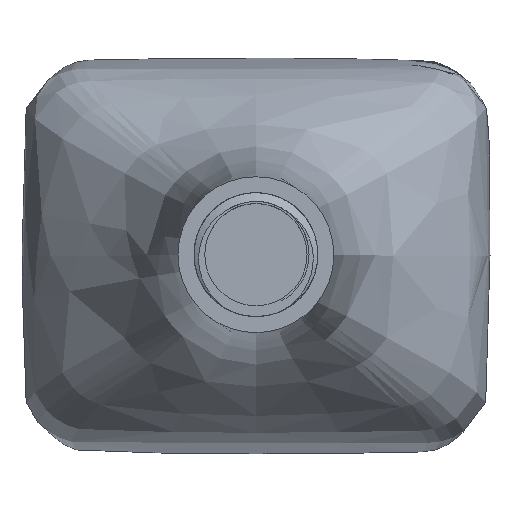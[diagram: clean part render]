
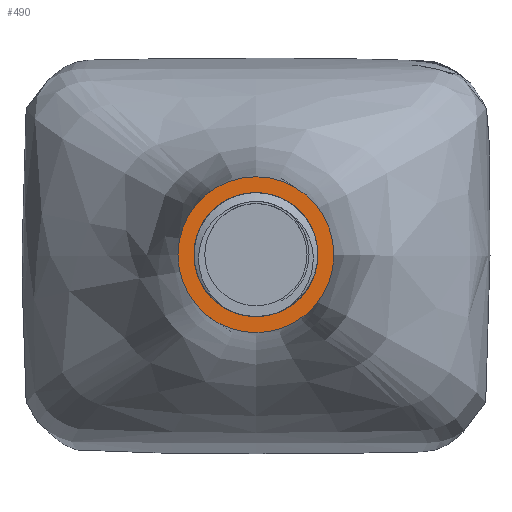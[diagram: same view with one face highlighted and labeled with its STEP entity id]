
A CAD part, top view. The second image highlights one B-rep face of the part: STEP entity #490.
In plain terms, the highlighted planar face has unit normal (0, 0, 1).
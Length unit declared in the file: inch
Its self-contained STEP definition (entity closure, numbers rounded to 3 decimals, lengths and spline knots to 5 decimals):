
#21=FACE_BOUND('',#78,.T.);
#27=PLANE('',#530);
#54=FACE_OUTER_BOUND('',#77,.T.);
#77=EDGE_LOOP('',(#459));
#78=EDGE_LOOP('',(#460));
#80=CIRCLE('',#508,0.49625);
#88=CIRCLE('',#528,0.625);
#169=VERTEX_POINT('',#618);
#226=VERTEX_POINT('',#13145);
#231=EDGE_CURVE('',#169,#169,#80,.T.);
#304=EDGE_CURVE('',#226,#226,#88,.T.);
#459=ORIENTED_EDGE('',*,*,#304,.T.);
#460=ORIENTED_EDGE('',*,*,#231,.T.);
#490=ADVANCED_FACE('',(#54,#21),#27,.T.);
#508=AXIS2_PLACEMENT_3D('',#620,#542,#543);
#528=AXIS2_PLACEMENT_3D('',#13170,#588,#589);
#530=AXIS2_PLACEMENT_3D('',#13172,#592,#593);
#542=DIRECTION('center_axis',(0.,0.,-1.));
#543=DIRECTION('ref_axis',(-1.,0.,0.));
#588=DIRECTION('center_axis',(0.,0.,1.));
#589=DIRECTION('ref_axis',(1.,0.,0.));
#592=DIRECTION('center_axis',(0.,0.,1.));
#593=DIRECTION('ref_axis',(1.,0.,0.));
#618=CARTESIAN_POINT('',(0.49625,0.,9.5));
#620=CARTESIAN_POINT('Origin',(0.,0.,9.5));
#13145=CARTESIAN_POINT('',(0.625,0.,9.5));
#13170=CARTESIAN_POINT('Origin',(0.,0.,9.5));
#13172=CARTESIAN_POINT('Origin',(0.,0.,9.5));
